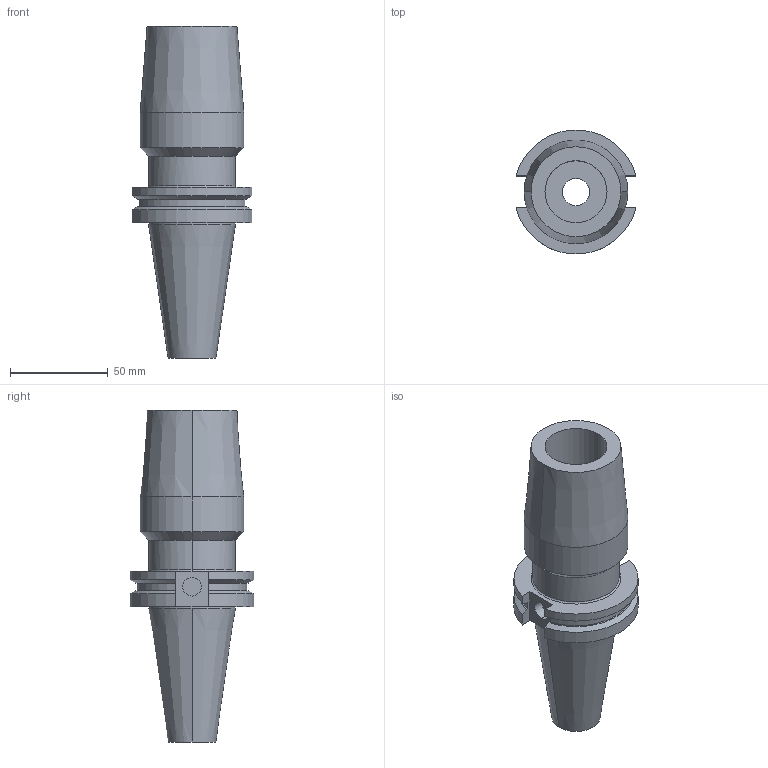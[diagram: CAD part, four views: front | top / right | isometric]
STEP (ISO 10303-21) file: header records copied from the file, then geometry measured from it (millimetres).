
FILE_DESCRIPTION (( 'STEP AP203' ), '1' );
FILE_NAME ('STP-46.651.72.400.STEP', '2019-04-30T02:38:04', ( 'user' ), ( '' ), 'SwSTEP 2.0', 'SolidWorks 2017', '' );
FILE_SCHEMA (( 'CONFIG_CONTROL_DESIGN' ));
Length unit declared in the file: millimetre
Products named in the file (1): STP-46.651.72.400
Bounding box: 61.35 x 63.26 x 169.85 mm (x, y, z)
Volume: 208824.7 mm3; surface area: 41077.2 mm2
Topology: 1 solids, 1 shells, 56 faces, 133 edges, 85 vertices
Faces by surface type: cylinder 24, plane 19, cone 10, torus 2, bspline 1
Entity records: 1750 total; most frequent: CARTESIAN_POINT 338, DIRECTION 296, ORIENTED_EDGE 266, EDGE_CURVE 133, AXIS2_PLACEMENT_3D 117, VERTEX_POINT 85, EDGE_LOOP 64, VECTOR 62
